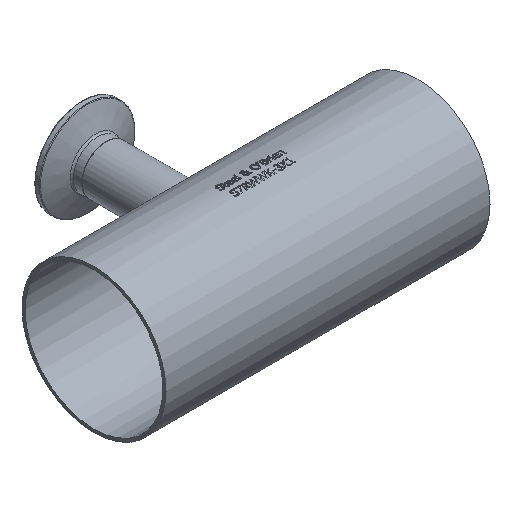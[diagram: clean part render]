
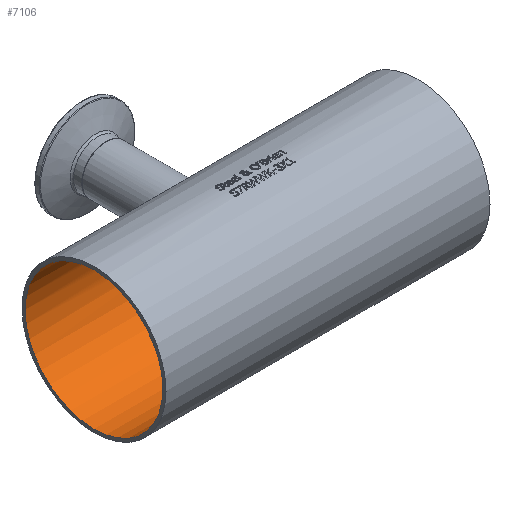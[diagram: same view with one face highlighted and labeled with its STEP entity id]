
A CAD part, isometric view. The second image highlights one B-rep face of the part: STEP entity #7106.
In plain terms, the highlighted cylindrical face has radius 36.449 mm (diameter 72.898 mm), a full revolution.
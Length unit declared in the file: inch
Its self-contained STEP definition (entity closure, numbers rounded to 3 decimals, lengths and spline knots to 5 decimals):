
#163=FACE_BOUND('',#1347,.T.);
#164=FACE_BOUND('',#1348,.T.);
#165=FACE_BOUND('',#1349,.T.);
#1347=EDGE_LOOP('',(#6606));
#1348=EDGE_LOOP('',(#6607));
#1349=EDGE_LOOP('',(#6608));
#1682=B_SPLINE_CURVE_WITH_KNOTS('',3,(#15348,#15349,#15350,#15351,#15352,
#15353,#15354,#15355,#15356,#15357,#15358,#15359,#15360,#15361,#15362,#15363,
#15364,#15365,#15366,#15367,#15368,#15369,#15370,#15371,#15372,#15373,#15374,
#15375,#15376,#15377,#15378,#15379,#15380,#15381),.UNSPECIFIED.,.T.,.F.,
(4,2,2,2,2,2,2,2,2,2,2,2,2,2,2,2,4),(0.,0.41913,0.83826,
1.25725,1.67625,2.09525,2.51425,2.93337,
3.3525,3.77163,4.19076,4.60975,5.02875,
5.44775,5.86675,6.28587,6.705),
 .UNSPECIFIED.);
#2806=CIRCLE('',#7555,1.435);
#2807=CIRCLE('',#7556,1.435);
#3504=VERTEX_POINT('',#15347);
#3505=VERTEX_POINT('',#15383);
#3506=VERTEX_POINT('',#15385);
#4540=EDGE_CURVE('',#3504,#3504,#1682,.T.);
#4541=EDGE_CURVE('',#3505,#3505,#2806,.T.);
#4542=EDGE_CURVE('',#3506,#3506,#2807,.T.);
#6606=ORIENTED_EDGE('',*,*,#4540,.T.);
#6607=ORIENTED_EDGE('',*,*,#4541,.F.);
#6608=ORIENTED_EDGE('',*,*,#4542,.F.);
#6654=CYLINDRICAL_SURFACE('',#7554,1.435);
#7106=ADVANCED_FACE('',(#163,#164,#165),#6654,.F.);
#7554=AXIS2_PLACEMENT_3D('',#15382,#8938,#8939);
#7555=AXIS2_PLACEMENT_3D('',#15384,#8940,#8941);
#7556=AXIS2_PLACEMENT_3D('',#15386,#8942,#8943);
#8938=DIRECTION('center_axis',(-1.,0.,0.));
#8939=DIRECTION('ref_axis',(0.,0.,1.));
#8940=DIRECTION('center_axis',(1.,0.,0.));
#8941=DIRECTION('ref_axis',(0.,0.,1.));
#8942=DIRECTION('center_axis',(-1.,0.,0.));
#8943=DIRECTION('ref_axis',(0.,0.,1.));
#15347=CARTESIAN_POINT('',(0.,1.36748,0.435));
#15348=CARTESIAN_POINT('Ctrl Pts',(0.,1.36748,
0.435));
#15349=CARTESIAN_POINT('Ctrl Pts',(0.055,1.36748,
0.435));
#15350=CARTESIAN_POINT('Ctrl Pts',(0.11342,1.37115,0.42394));
#15351=CARTESIAN_POINT('Ctrl Pts',(0.22048,1.38412,0.37944));
#15352=CARTESIAN_POINT('Ctrl Pts',(0.26916,1.39321,0.34602));
#15353=CARTESIAN_POINT('Ctrl Pts',(0.34601,1.41008,0.26917));
#15354=CARTESIAN_POINT('Ctrl Pts',(0.37944,1.41898,0.22048));
#15355=CARTESIAN_POINT('Ctrl Pts',(0.42394,1.43153,0.11341));
#15356=CARTESIAN_POINT('Ctrl Pts',(0.435,1.435,0.05499));
#15357=CARTESIAN_POINT('Ctrl Pts',(0.435,1.435,-0.05499));
#15358=CARTESIAN_POINT('Ctrl Pts',(0.42394,1.43153,-0.11341));
#15359=CARTESIAN_POINT('Ctrl Pts',(0.37944,1.41898,-0.22048));
#15360=CARTESIAN_POINT('Ctrl Pts',(0.34601,1.41008,-0.26917));
#15361=CARTESIAN_POINT('Ctrl Pts',(0.26916,1.39321,-0.34602));
#15362=CARTESIAN_POINT('Ctrl Pts',(0.22048,1.38412,-0.37944));
#15363=CARTESIAN_POINT('Ctrl Pts',(0.11342,1.37115,-0.42394));
#15364=CARTESIAN_POINT('Ctrl Pts',(0.055,1.36748,
-0.435));
#15365=CARTESIAN_POINT('Ctrl Pts',(-0.055,1.36748,
-0.435));
#15366=CARTESIAN_POINT('Ctrl Pts',(-0.11342,1.37115,
-0.42394));
#15367=CARTESIAN_POINT('Ctrl Pts',(-0.22048,1.38412,
-0.37944));
#15368=CARTESIAN_POINT('Ctrl Pts',(-0.26916,1.39321,
-0.34602));
#15369=CARTESIAN_POINT('Ctrl Pts',(-0.34601,1.41008,-0.26917));
#15370=CARTESIAN_POINT('Ctrl Pts',(-0.37944,1.41898,
-0.22048));
#15371=CARTESIAN_POINT('Ctrl Pts',(-0.42394,1.43153,
-0.11341));
#15372=CARTESIAN_POINT('Ctrl Pts',(-0.435,1.435,-0.05499));
#15373=CARTESIAN_POINT('Ctrl Pts',(-0.435,1.435,0.05499));
#15374=CARTESIAN_POINT('Ctrl Pts',(-0.42394,1.43153,
0.11341));
#15375=CARTESIAN_POINT('Ctrl Pts',(-0.37944,1.41898,
0.22048));
#15376=CARTESIAN_POINT('Ctrl Pts',(-0.34601,1.41008,0.26917));
#15377=CARTESIAN_POINT('Ctrl Pts',(-0.26916,1.39321,
0.34602));
#15378=CARTESIAN_POINT('Ctrl Pts',(-0.22048,1.38412,
0.37944));
#15379=CARTESIAN_POINT('Ctrl Pts',(-0.11342,1.37115,
0.42394));
#15380=CARTESIAN_POINT('Ctrl Pts',(-0.055,1.36748,
0.435));
#15381=CARTESIAN_POINT('Ctrl Pts',(0.,1.36748,
0.435));
#15382=CARTESIAN_POINT('Origin',(3.375,0.,0.));
#15383=CARTESIAN_POINT('',(-3.375,0.,-1.435));
#15384=CARTESIAN_POINT('Origin',(-3.375,0.,0.));
#15385=CARTESIAN_POINT('',(3.375,0.,-1.435));
#15386=CARTESIAN_POINT('Origin',(3.375,0.,0.));
